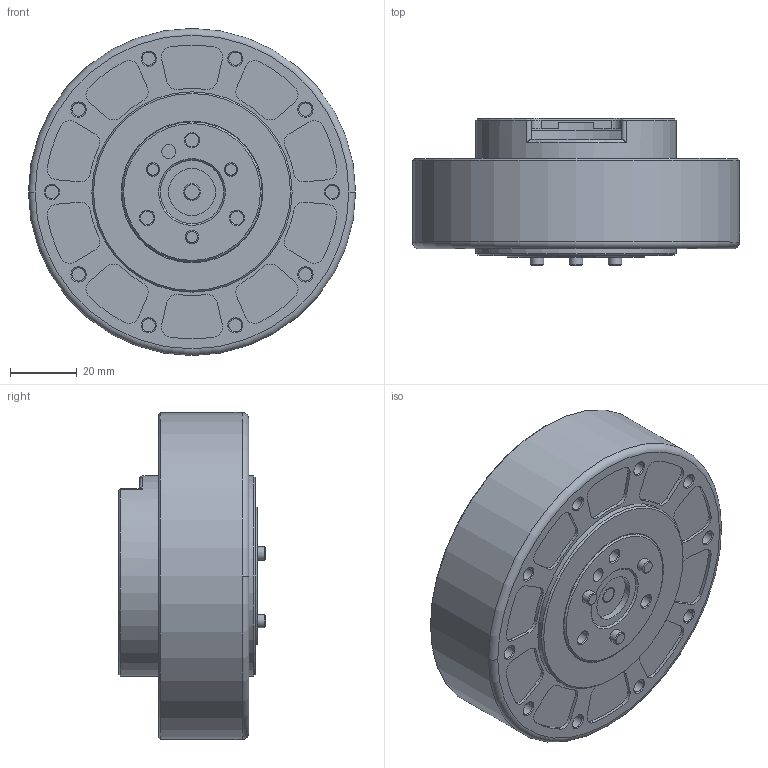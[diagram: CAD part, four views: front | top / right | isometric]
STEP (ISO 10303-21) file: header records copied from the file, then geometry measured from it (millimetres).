
FILE_DESCRIPTION(/* description */ ('STEP AP242','CAx-IF Rec.Pracs.---Representation and Presentation of Product Manufacturing Information (PMI)---4.0---2014-10-13','CAx-IF Rec.Pracs.---3D Tessellated Geometry---0.4---2014-09-14','2;1'),/* implementation_level */ '2;1');
FILE_NAME(/* name */ 'whole leg - RMD X8',/* time_stamp */ '2024-09-04T13:26:35Z',/* author */ (''),/* organization */ (''),/* preprocessor_version */ 'ST-DEVELOPER v20',/* originating_system */ ' ',/* authorisation */ ' ');
FILE_SCHEMA (('AP242_MANAGED_MODEL_BASED_3D_ENGINEERING_MIM_LF { 1 0 10303 442 1 1 4 }'));
Length unit declared in the file: metre
Products named in the file (1): RMD X8
Bounding box: 98 x 44 x 98 mm (x, y, z)
Volume: 211226.8 mm3; surface area: 35362.6 mm2
Topology: 1 solids, 1 shells, 246 faces, 598 edges, 399 vertices
Faces by surface type: cylinder 117, plane 87, cone 39, torus 3
Full cylindrical faces by diameter (mm): 2.7 x2, 4 x26, 4.2 x1, 4.8 x2, 5 x1, 14 x1, 42 x1, 42.4 x1, 46 x1, 56.6 x1, 60 x2, 98 x1
Entity records: 6719 total; most frequent: DIRECTION 1251, CARTESIAN_POINT 1114, ORIENTED_EDGE 956, AXIS2_PLACEMENT_3D 532, EDGE_CURVE 478, EDGE_LOOP 369, FACE_BOUND 369, VERTEX_POINT 353
